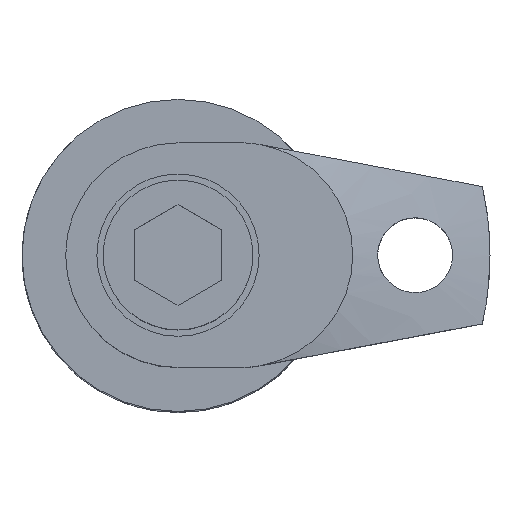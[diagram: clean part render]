
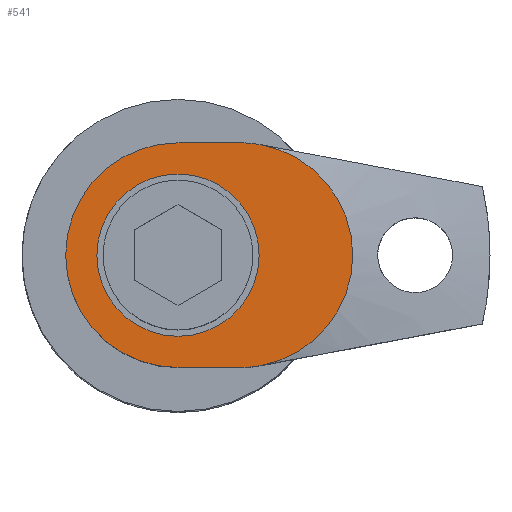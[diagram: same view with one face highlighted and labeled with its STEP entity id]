
A CAD part, top view. The second image highlights one B-rep face of the part: STEP entity #541.
In plain terms, the highlighted planar face has unit normal (0, 0, 1).
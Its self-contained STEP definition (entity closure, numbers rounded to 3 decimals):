
#21 = PLANE ( 'NONE',  #397 ) ;
#89 = CIRCLE ( 'NONE', #1703, 18. ) ;
#97 = DIRECTION ( 'NONE',  ( 0., 0., -1. ) ) ;
#118 = EDGE_CURVE ( 'NONE', #1827, #1432, #1475, .T. ) ;
#130 = AXIS2_PLACEMENT_3D ( 'NONE', #2501, #1157, #569 ) ;
#146 = DIRECTION ( 'NONE',  ( 0., 0., 1. ) ) ;
#220 = DIRECTION ( 'NONE',  ( 0., 0., 1. ) ) ;
#226 = FACE_BOUND ( 'NONE', #1967, .T. ) ;
#229 = EDGE_CURVE ( 'NONE', #1432, #1648, #1103, .T. ) ;
#238 = CARTESIAN_POINT ( 'NONE',  ( 13.338, -17.688, 60. ) ) ;
#245 = CIRCLE ( 'NONE', #1330, 18. ) ;
#293 = CARTESIAN_POINT ( 'NONE',  ( 10., 0., 60. ) ) ;
#304 = AXIS2_PLACEMENT_3D ( 'NONE', #2134, #1374, #416 ) ;
#308 = DIRECTION ( 'NONE',  ( 1., 0., 0. ) ) ;
#351 = DIRECTION ( 'NONE',  ( 1., 0., 0. ) ) ;
#370 = CIRCLE ( 'NONE', #1465, 18. ) ;
#381 = DIRECTION ( 'NONE',  ( 1., 0., 0. ) ) ;
#397 = AXIS2_PLACEMENT_3D ( 'NONE', #1732, #1560, #381 ) ;
#416 = DIRECTION ( 'NONE',  ( 1., 0., 0. ) ) ;
#496 = VERTEX_POINT ( 'NONE', #554 ) ;
#503 = DIRECTION ( 'NONE',  ( -1., 0., 0. ) ) ;
#541 = ADVANCED_FACE ( 'NONE', ( #226, #590 ), #21, .T. ) ;
#551 = CARTESIAN_POINT ( 'NONE',  ( 10., 18., 60. ) ) ;
#554 = CARTESIAN_POINT ( 'NONE',  ( 13.338, 17.688, 60. ) ) ;
#569 = DIRECTION ( 'NONE',  ( 1., 0., 0. ) ) ;
#590 = FACE_OUTER_BOUND ( 'NONE', #2397, .T. ) ;
#637 = CARTESIAN_POINT ( 'NONE',  ( -13., 0., 60. ) ) ;
#699 = VERTEX_POINT ( 'NONE', #2408 ) ;
#805 = DIRECTION ( 'NONE',  ( 1., 0., 0. ) ) ;
#919 = EDGE_CURVE ( 'NONE', #2400, #1827, #245, .T. ) ;
#1103 = CIRCLE ( 'NONE', #130, 18. ) ;
#1117 = DIRECTION ( 'NONE',  ( 0., 0., 1. ) ) ;
#1149 = EDGE_CURVE ( 'NONE', #699, #2170, #1215, .T. ) ;
#1153 = DIRECTION ( 'NONE',  ( -1., 0., 0. ) ) ;
#1157 = DIRECTION ( 'NONE',  ( 0., 0., 1. ) ) ;
#1173 = AXIS2_PLACEMENT_3D ( 'NONE', #1544, #220, #805 ) ;
#1215 = CIRCLE ( 'NONE', #1173, 13. ) ;
#1272 = CIRCLE ( 'NONE', #304, 13. ) ;
#1283 = CARTESIAN_POINT ( 'NONE',  ( 10., -18., 60. ) ) ;
#1330 = AXIS2_PLACEMENT_3D ( 'NONE', #1518, #146, #2092 ) ;
#1374 = DIRECTION ( 'NONE',  ( 0., 0., 1. ) ) ;
#1432 = VERTEX_POINT ( 'NONE', #1283 ) ;
#1434 = ORIENTED_EDGE ( 'NONE', *, *, #118, .T. ) ;
#1447 = DIRECTION ( 'NONE',  ( 0., 0., 1. ) ) ;
#1449 = CARTESIAN_POINT ( 'NONE',  ( 0., 0., 60. ) ) ;
#1465 = AXIS2_PLACEMENT_3D ( 'NONE', #1449, #1117, #1878 ) ;
#1475 = LINE ( 'NONE', #2460, #1663 ) ;
#1518 = CARTESIAN_POINT ( 'NONE',  ( 0., 0., 60. ) ) ;
#1544 = CARTESIAN_POINT ( 'NONE',  ( 0., 0., 60. ) ) ;
#1560 = DIRECTION ( 'NONE',  ( 0., 0., 1. ) ) ;
#1586 = ORIENTED_EDGE ( 'NONE', *, *, #1149, .F. ) ;
#1596 = ORIENTED_EDGE ( 'NONE', *, *, #1751, .F. ) ;
#1618 = VERTEX_POINT ( 'NONE', #2314 ) ;
#1648 = VERTEX_POINT ( 'NONE', #238 ) ;
#1660 = ORIENTED_EDGE ( 'NONE', *, *, #2481, .T. ) ;
#1663 = VECTOR ( 'NONE', #351, 1000. ) ;
#1703 = AXIS2_PLACEMENT_3D ( 'NONE', #2044, #97, #503 ) ;
#1732 = CARTESIAN_POINT ( 'NONE',  ( 0., 0., 60. ) ) ;
#1751 = EDGE_CURVE ( 'NONE', #2170, #699, #1272, .T. ) ;
#1754 = ORIENTED_EDGE ( 'NONE', *, *, #1775, .T. ) ;
#1775 = EDGE_CURVE ( 'NONE', #496, #2112, #2142, .T. ) ;
#1827 = VERTEX_POINT ( 'NONE', #2237 ) ;
#1845 = EDGE_CURVE ( 'NONE', #496, #1648, #89, .T. ) ;
#1860 = ORIENTED_EDGE ( 'NONE', *, *, #1845, .F. ) ;
#1878 = DIRECTION ( 'NONE',  ( 1., 0., 0. ) ) ;
#1918 = ORIENTED_EDGE ( 'NONE', *, *, #229, .T. ) ;
#1967 = EDGE_LOOP ( 'NONE', ( #1586, #1596 ) ) ;
#2000 = EDGE_CURVE ( 'NONE', #1618, #2400, #370, .T. ) ;
#2038 = VECTOR ( 'NONE', #1153, 1000. ) ;
#2044 = CARTESIAN_POINT ( 'NONE',  ( 10., 0., 60. ) ) ;
#2092 = DIRECTION ( 'NONE',  ( 1., 0., 0. ) ) ;
#2112 = VERTEX_POINT ( 'NONE', #2406 ) ;
#2134 = CARTESIAN_POINT ( 'NONE',  ( 0., 0., 60. ) ) ;
#2142 = CIRCLE ( 'NONE', #2306, 18. ) ;
#2147 = LINE ( 'NONE', #551, #2038 ) ;
#2149 = ORIENTED_EDGE ( 'NONE', *, *, #2000, .T. ) ;
#2170 = VERTEX_POINT ( 'NONE', #637 ) ;
#2237 = CARTESIAN_POINT ( 'NONE',  ( 0., -18., 60. ) ) ;
#2256 = ORIENTED_EDGE ( 'NONE', *, *, #919, .T. ) ;
#2290 = CARTESIAN_POINT ( 'NONE',  ( -18., 0., 60. ) ) ;
#2306 = AXIS2_PLACEMENT_3D ( 'NONE', #293, #1447, #308 ) ;
#2314 = CARTESIAN_POINT ( 'NONE',  ( 0., 18., 60. ) ) ;
#2397 = EDGE_LOOP ( 'NONE', ( #1918, #1860, #1754, #1660, #2149, #2256, #1434 ) ) ;
#2400 = VERTEX_POINT ( 'NONE', #2290 ) ;
#2406 = CARTESIAN_POINT ( 'NONE',  ( 10., 18., 60. ) ) ;
#2408 = CARTESIAN_POINT ( 'NONE',  ( 13., 0., 60. ) ) ;
#2460 = CARTESIAN_POINT ( 'NONE',  ( 0., -18., 60. ) ) ;
#2481 = EDGE_CURVE ( 'NONE', #2112, #1618, #2147, .T. ) ;
#2501 = CARTESIAN_POINT ( 'NONE',  ( 10., 0., 60. ) ) ;
